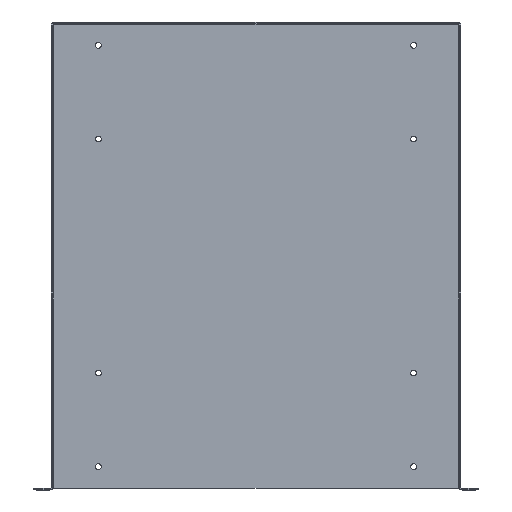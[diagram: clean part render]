
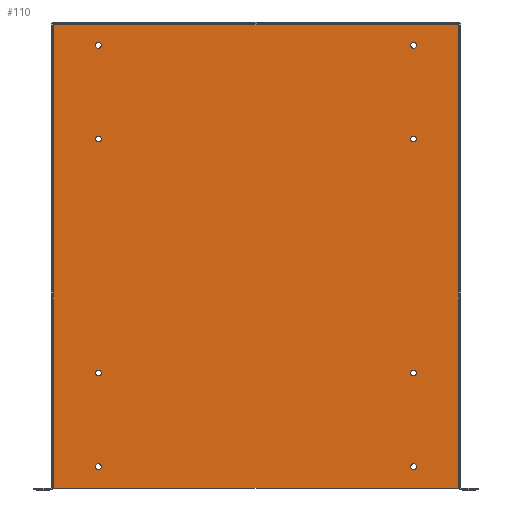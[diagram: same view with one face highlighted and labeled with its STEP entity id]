
A CAD part, top view. The second image highlights one B-rep face of the part: STEP entity #110.
In plain terms, the highlighted planar face has unit normal (0, 0, 1).
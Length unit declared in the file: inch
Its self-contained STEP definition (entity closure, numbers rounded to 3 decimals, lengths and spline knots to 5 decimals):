
#4 = CARTESIAN_POINT ( 'NONE',  ( 6.734, -9.036, 0.072 ) ) ;
#91 = VECTOR ( 'NONE', #1980, 39.37008 ) ;
#110 = ADVANCED_FACE ( 'NONE', ( #1568, #2650, #1266, #2685, #2386, #1606, #184, #2371, #2726 ), #3557, .T. ) ;
#125 = ORIENTED_EDGE ( 'NONE', *, *, #1366, .T. ) ;
#148 = AXIS2_PLACEMENT_3D ( 'NONE', #453, #702, #2395 ) ;
#184 = FACE_BOUND ( 'NONE', #3329, .T. ) ;
#198 = DIRECTION ( 'NONE',  ( 0., 0., -1. ) ) ;
#202 = ORIENTED_EDGE ( 'NONE', *, *, #1681, .T. ) ;
#274 = DIRECTION ( 'NONE',  ( 1., 0., 0. ) ) ;
#300 = VERTEX_POINT ( 'NONE', #691 ) ;
#313 = AXIS2_PLACEMENT_3D ( 'NONE', #3198, #2927, #1545 ) ;
#323 = CARTESIAN_POINT ( 'NONE',  ( 6.859, 4.964, 0.072 ) ) ;
#334 = ORIENTED_EDGE ( 'NONE', *, *, #3435, .T. ) ;
#351 = ORIENTED_EDGE ( 'NONE', *, *, #3054, .T. ) ;
#356 = CARTESIAN_POINT ( 'NONE',  ( -6.609, 4.964, 0.072 ) ) ;
#372 = CARTESIAN_POINT ( 'NONE',  ( -6.609, -5.036, 0.072 ) ) ;
#376 = EDGE_CURVE ( 'NONE', #887, #887, #1874, .T. ) ;
#426 = AXIS2_PLACEMENT_3D ( 'NONE', #1332, #3279, #2132 ) ;
#437 = ORIENTED_EDGE ( 'NONE', *, *, #1486, .T. ) ;
#453 = CARTESIAN_POINT ( 'NONE',  ( 6.734, 8.964, 0.072 ) ) ;
#525 = CARTESIAN_POINT ( 'NONE',  ( -8.642, -9.964, 0.072 ) ) ;
#552 = EDGE_LOOP ( 'NONE', ( #2093 ) ) ;
#634 = VERTEX_POINT ( 'NONE', #356 ) ;
#691 = CARTESIAN_POINT ( 'NONE',  ( 8.642, 9.856, 0.072 ) ) ;
#702 = DIRECTION ( 'NONE',  ( 0., 0., -1. ) ) ;
#704 = DIRECTION ( 'NONE',  ( 1., 0., 0. ) ) ;
#757 = EDGE_CURVE ( 'NONE', #2869, #2869, #1474, .T. ) ;
#779 = LINE ( 'NONE', #525, #2073 ) ;
#819 = LINE ( 'NONE', #1628, #2720 ) ;
#831 = DIRECTION ( 'NONE',  ( 0., 0., -1. ) ) ;
#844 = CARTESIAN_POINT ( 'NONE',  ( 8.642, -9.964, 0.072 ) ) ;
#848 = EDGE_CURVE ( 'NONE', #3422, #3422, #1532, .T. ) ;
#868 = DIRECTION ( 'NONE',  ( 1., 0., 0. ) ) ;
#876 = LINE ( 'NONE', #844, #91 ) ;
#887 = VERTEX_POINT ( 'NONE', #2566 ) ;
#919 = EDGE_LOOP ( 'NONE', ( #437 ) ) ;
#975 = CARTESIAN_POINT ( 'NONE',  ( -8.642, 9.856, 0.072 ) ) ;
#1021 = ORIENTED_EDGE ( 'NONE', *, *, #376, .T. ) ;
#1067 = CIRCLE ( 'NONE', #1355, 0.125 ) ;
#1191 = VERTEX_POINT ( 'NONE', #2842 ) ;
#1208 = EDGE_LOOP ( 'NONE', ( #1570 ) ) ;
#1266 = FACE_BOUND ( 'NONE', #1597, .T. ) ;
#1312 = DIRECTION ( 'NONE',  ( 1., 0., 0. ) ) ;
#1332 = CARTESIAN_POINT ( 'NONE',  ( 6.734, 4.964, 0.072 ) ) ;
#1355 = AXIS2_PLACEMENT_3D ( 'NONE', #3240, #198, #1312 ) ;
#1366 = EDGE_CURVE ( 'NONE', #3124, #3124, #2820, .T. ) ;
#1411 = EDGE_LOOP ( 'NONE', ( #3036 ) ) ;
#1463 = VERTEX_POINT ( 'NONE', #2603 ) ;
#1474 = CIRCLE ( 'NONE', #1875, 0.125 ) ;
#1482 = CARTESIAN_POINT ( 'NONE',  ( 6.859, -9.036, 0.072 ) ) ;
#1486 = EDGE_CURVE ( 'NONE', #634, #634, #1067, .T. ) ;
#1487 = CIRCLE ( 'NONE', #148, 0.125 ) ;
#1520 = CARTESIAN_POINT ( 'NONE',  ( -6.734, 8.964, 0.072 ) ) ;
#1532 = CIRCLE ( 'NONE', #2926, 0.125 ) ;
#1545 = DIRECTION ( 'NONE',  ( 1., 0., 0. ) ) ;
#1568 = FACE_OUTER_BOUND ( 'NONE', #2843, .T. ) ;
#1570 = ORIENTED_EDGE ( 'NONE', *, *, #3296, .T. ) ;
#1589 = AXIS2_PLACEMENT_3D ( 'NONE', #3524, #2933, #2095 ) ;
#1597 = EDGE_LOOP ( 'NONE', ( #3288 ) ) ;
#1606 = FACE_BOUND ( 'NONE', #552, .T. ) ;
#1625 = EDGE_CURVE ( 'NONE', #1463, #1463, #3453, .T. ) ;
#1628 = CARTESIAN_POINT ( 'NONE',  ( -8.75, -9.964, 0.072 ) ) ;
#1681 = EDGE_CURVE ( 'NONE', #300, #2470, #1771, .T. ) ;
#1702 = CARTESIAN_POINT ( 'NONE',  ( -6.609, 8.964, 0.072 ) ) ;
#1771 = LINE ( 'NONE', #3476, #1933 ) ;
#1780 = ORIENTED_EDGE ( 'NONE', *, *, #848, .T. ) ;
#1874 = CIRCLE ( 'NONE', #313, 0.125 ) ;
#1875 = AXIS2_PLACEMENT_3D ( 'NONE', #2813, #831, #868 ) ;
#1933 = VECTOR ( 'NONE', #2569, 39.37008 ) ;
#1952 = DIRECTION ( 'NONE',  ( 1., 0., 0. ) ) ;
#1980 = DIRECTION ( 'NONE',  ( 0., 1., 0. ) ) ;
#1985 = EDGE_LOOP ( 'NONE', ( #1780 ) ) ;
#2017 = EDGE_CURVE ( 'NONE', #2584, #2584, #2109, .T. ) ;
#2073 = VECTOR ( 'NONE', #3608, 39.37008 ) ;
#2093 = ORIENTED_EDGE ( 'NONE', *, *, #1625, .T. ) ;
#2095 = DIRECTION ( 'NONE',  ( 1., 0., 0. ) ) ;
#2109 = CIRCLE ( 'NONE', #426, 0.125 ) ;
#2118 = AXIS2_PLACEMENT_3D ( 'NONE', #1520, #2642, #704 ) ;
#2132 = DIRECTION ( 'NONE',  ( 1., 0., 0. ) ) ;
#2226 = DIRECTION ( 'NONE',  ( 0., 0., -1. ) ) ;
#2252 = CARTESIAN_POINT ( 'NONE',  ( -6.734, -9.036, 0.072 ) ) ;
#2371 = FACE_BOUND ( 'NONE', #1985, .T. ) ;
#2386 = FACE_BOUND ( 'NONE', #919, .T. ) ;
#2395 = DIRECTION ( 'NONE',  ( 1., 0., 0. ) ) ;
#2470 = VERTEX_POINT ( 'NONE', #975 ) ;
#2566 = CARTESIAN_POINT ( 'NONE',  ( 6.859, -5.036, 0.072 ) ) ;
#2569 = DIRECTION ( 'NONE',  ( -1., 0., 0. ) ) ;
#2584 = VERTEX_POINT ( 'NONE', #323 ) ;
#2596 = CARTESIAN_POINT ( 'NONE',  ( 8.642, -9.964, 0.072 ) ) ;
#2603 = CARTESIAN_POINT ( 'NONE',  ( -6.609, -9.036, 0.072 ) ) ;
#2642 = DIRECTION ( 'NONE',  ( 0., 0., -1. ) ) ;
#2650 = FACE_BOUND ( 'NONE', #1411, .T. ) ;
#2685 = FACE_BOUND ( 'NONE', #2957, .T. ) ;
#2720 = VECTOR ( 'NONE', #274, 39.37008 ) ;
#2726 = FACE_BOUND ( 'NONE', #1208, .T. ) ;
#2752 = DIRECTION ( 'NONE',  ( 0., 0., -1. ) ) ;
#2783 = VERTEX_POINT ( 'NONE', #2596 ) ;
#2813 = CARTESIAN_POINT ( 'NONE',  ( -6.734, -5.036, 0.072 ) ) ;
#2820 = CIRCLE ( 'NONE', #2118, 0.125 ) ;
#2842 = CARTESIAN_POINT ( 'NONE',  ( -8.642, -9.964, 0.072 ) ) ;
#2843 = EDGE_LOOP ( 'NONE', ( #334, #3283, #351, #202 ) ) ;
#2869 = VERTEX_POINT ( 'NONE', #372 ) ;
#2886 = VERTEX_POINT ( 'NONE', #3439 ) ;
#2926 = AXIS2_PLACEMENT_3D ( 'NONE', #4, #2226, #1952 ) ;
#2927 = DIRECTION ( 'NONE',  ( 0., 0., -1. ) ) ;
#2933 = DIRECTION ( 'NONE',  ( 0., 0., 1. ) ) ;
#2957 = EDGE_LOOP ( 'NONE', ( #1021 ) ) ;
#3036 = ORIENTED_EDGE ( 'NONE', *, *, #757, .T. ) ;
#3054 = EDGE_CURVE ( 'NONE', #2783, #300, #876, .T. ) ;
#3087 = DIRECTION ( 'NONE',  ( 1., 0., 0. ) ) ;
#3124 = VERTEX_POINT ( 'NONE', #1702 ) ;
#3198 = CARTESIAN_POINT ( 'NONE',  ( 6.734, -5.036, 0.072 ) ) ;
#3207 = AXIS2_PLACEMENT_3D ( 'NONE', #2252, #2752, #3087 ) ;
#3240 = CARTESIAN_POINT ( 'NONE',  ( -6.734, 4.964, 0.072 ) ) ;
#3279 = DIRECTION ( 'NONE',  ( 0., 0., -1. ) ) ;
#3283 = ORIENTED_EDGE ( 'NONE', *, *, #3451, .T. ) ;
#3288 = ORIENTED_EDGE ( 'NONE', *, *, #2017, .T. ) ;
#3296 = EDGE_CURVE ( 'NONE', #2886, #2886, #1487, .T. ) ;
#3329 = EDGE_LOOP ( 'NONE', ( #125 ) ) ;
#3422 = VERTEX_POINT ( 'NONE', #1482 ) ;
#3435 = EDGE_CURVE ( 'NONE', #2470, #1191, #779, .T. ) ;
#3439 = CARTESIAN_POINT ( 'NONE',  ( 6.859, 8.964, 0.072 ) ) ;
#3451 = EDGE_CURVE ( 'NONE', #1191, #2783, #819, .T. ) ;
#3453 = CIRCLE ( 'NONE', #3207, 0.125 ) ;
#3476 = CARTESIAN_POINT ( 'NONE',  ( -8.75, 9.856, 0.072 ) ) ;
#3524 = CARTESIAN_POINT ( 'NONE',  ( -8.75, -9.964, 0.072 ) ) ;
#3557 = PLANE ( 'NONE',  #1589 ) ;
#3608 = DIRECTION ( 'NONE',  ( 0., -1., 0. ) ) ;
